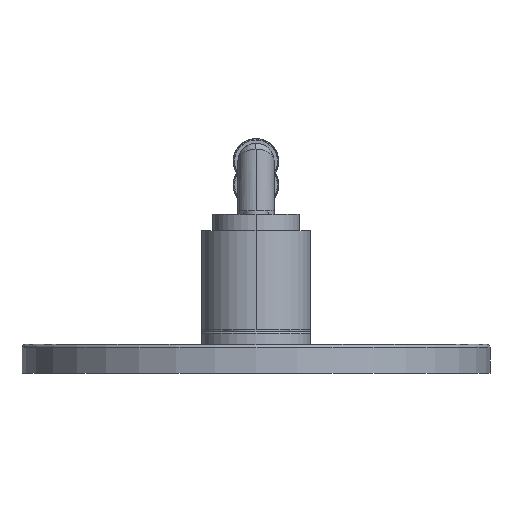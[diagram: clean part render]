
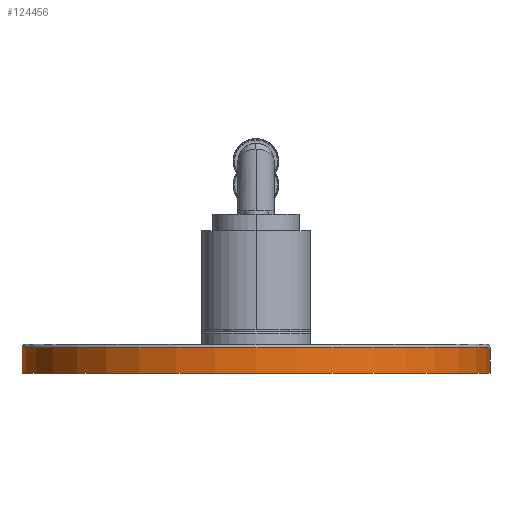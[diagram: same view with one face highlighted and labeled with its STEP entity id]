
A CAD part, front view. The second image highlights one B-rep face of the part: STEP entity #124456.
In plain terms, the highlighted cylindrical face has radius 90.043 mm (diameter 180.086 mm), a partial arc.
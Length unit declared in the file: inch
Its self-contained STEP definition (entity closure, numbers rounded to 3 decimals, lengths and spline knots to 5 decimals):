
#7=CARTESIAN_POINT('',(0.,1.575,0.));
#8=DIRECTION('',(0.,0.,1.));
#9=DIRECTION('',(-1.,0.,0.));
#10=AXIS2_PLACEMENT_3D('',#7,#8,#9);
#17=DIRECTION('',(0.,0.,1.));
#18=VECTOR('',#17,0.388);
#19=CARTESIAN_POINT('',(3.545,1.575,0.));
#20=LINE('',#19,#18);
#1055=CARTESIAN_POINT('',(0.,1.575,0.388));
#1056=DIRECTION('',(0.,0.,1.));
#1057=DIRECTION('',(-1.,0.,0.));
#1058=AXIS2_PLACEMENT_3D('',#1055,#1056,#1057);
#1060=DIRECTION('',(0.,0.,1.));
#1061=VECTOR('',#1060,0.388);
#1062=CARTESIAN_POINT('',(-3.545,1.575,0.));
#1063=LINE('',#1062,#1061);
#114597=CARTESIAN_POINT('',(3.545,1.575,0.));
#114598=CARTESIAN_POINT('',(-3.545,1.575,0.));
#114599=VERTEX_POINT('',#114597);
#114600=VERTEX_POINT('',#114598);
#114605=CARTESIAN_POINT('',(3.545,1.575,0.388));
#114606=CARTESIAN_POINT('',(-3.545,1.575,0.388));
#114607=VERTEX_POINT('',#114605);
#114608=VERTEX_POINT('',#114606);
#124445=CARTESIAN_POINT('',(0.,1.575,0.));
#124446=DIRECTION('',(0.,0.,1.));
#124447=DIRECTION('',(1.,0.,0.));
#124448=AXIS2_PLACEMENT_3D('',#124445,#124446,#124447);
#124449=CYLINDRICAL_SURFACE('',#124448,3.545);
#124450=ORIENTED_EDGE('',*,*,#124439,.T.);
#124451=ORIENTED_EDGE('',*,*,#123921,.F.);
#124452=ORIENTED_EDGE('',*,*,#123906,.F.);
#124453=ORIENTED_EDGE('',*,*,#123918,.T.);
#124454=EDGE_LOOP('',(#124450,#124451,#124452,#124453));
#124455=FACE_OUTER_BOUND('',#124454,.F.);
#124456=ADVANCED_FACE('',(#124455),#124449,.T.);
#11=CIRCLE('',#10,3.545);
#1059=CIRCLE('',#1058,3.545);
#123906=EDGE_CURVE('',#114600,#114599,#11,.T.);
#123918=EDGE_CURVE('',#114600,#114608,#1063,.T.);
#123921=EDGE_CURVE('',#114599,#114607,#20,.T.);
#124439=EDGE_CURVE('',#114608,#114607,#1059,.T.);
